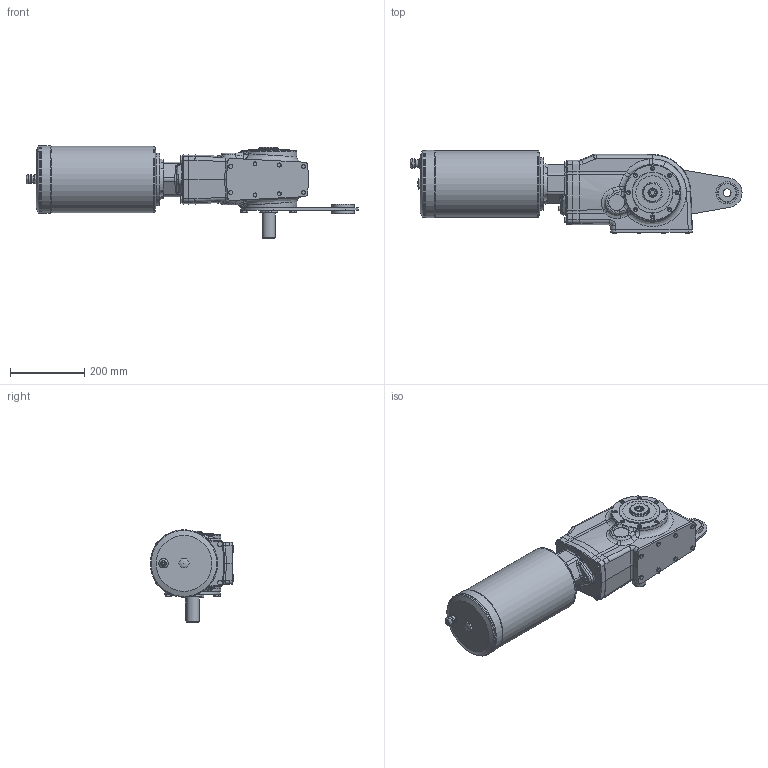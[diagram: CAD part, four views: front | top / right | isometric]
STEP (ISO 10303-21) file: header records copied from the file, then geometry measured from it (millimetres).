
FILE_DESCRIPTION( ( 'Unknown' ), '1' );
FILE_NAME( '87A4EDC3A5AB2E1FE5351ECB41FFC64C.3d.stp', 'Unknown', ( 'Unknown' ), ( 'Unknown' ), 'PSStep 10.1', 'Unknown', ' ' );
FILE_SCHEMA( ( 'AUTOMOTIVE_DESIGN { 1 0 10303 214 1 1 1 1 }' ) );
Length unit declared in the file: millimetre
Products named in the file (1): X73N
Bounding box: 891.4 x 224.1 x 248.5 mm (x, y, z)
Volume: 16915018.8 mm3; surface area: 627069.1 mm2
Topology: 1 solids, 29 shells, 1043 faces, 2432 edges, 1513 vertices
Faces by surface type: plane 396, cylinder 263, cone 220, bspline 85, torus 74, extrusion 4, sphere 1
Full cylindrical faces by diameter (mm): 2.6 x1, 6 x14, 6.647 x8, 7 x15, 8.376 x32, 8.9 x8, 9 x4, 10 x10, 10.106 x1, 11 x4, 11.6 x6, 12 x6, 12.5 x1, 13.4 x1, 14.6 x4, 16.662 x1, 18 x2, 20 x1, 21 x2, 23 x1, 24 x1, 30 x1, 34.6 x1, 35 x2, 40 x1, 42.5 x2, 48 x1, 49 x1, 49.5 x1, 50 x2
Entity records: 48341 total; most frequent: CARTESIAN_POINT 18709, DIRECTION 4359, ORIENTED_EDGE 3974, EDGE_CURVE 1987, AXIS2_PLACEMENT_3D 1836, EDGE_LOOP 1473, VERTEX_POINT 1387, FACE_OUTER_BOUND 1264
